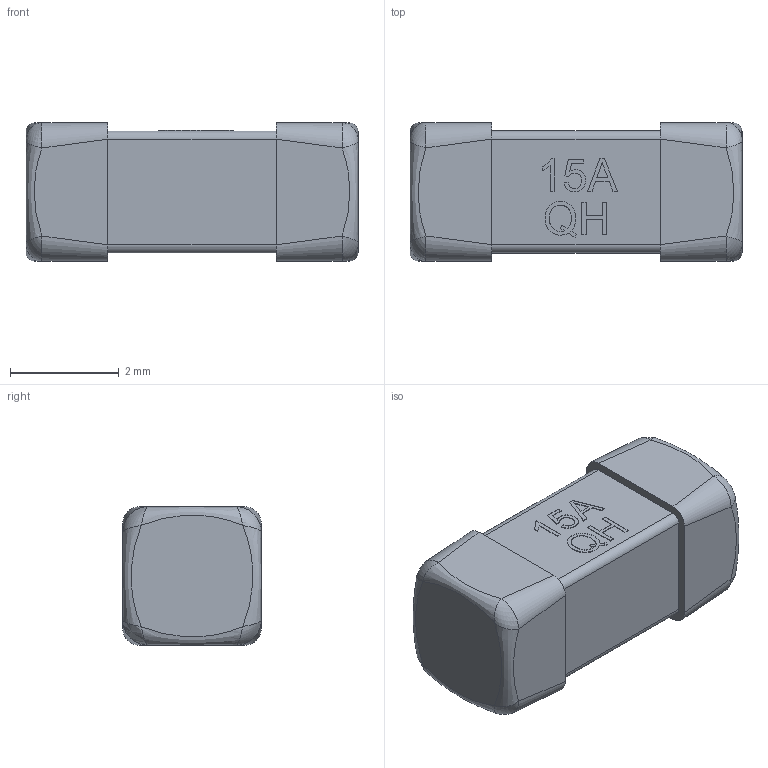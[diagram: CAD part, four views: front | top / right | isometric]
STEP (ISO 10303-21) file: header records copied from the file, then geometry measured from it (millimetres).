
FILE_DESCRIPTION(/* description */ (''),/* implementation_level */ '2;1');
FILE_NAME(/* name */ '0679H9~1',/* time_stamp */ '2017-05-26T17:35:06+02:00',/* author */ (''),/* organization */ (''),/* preprocessor_version */ 'ST-DEVELOPER v14',/* originating_system */ '',/* authorisation */ '');
FILE_SCHEMA (('AUTOMOTIVE_DESIGN'));
Length unit declared in the file: millimetre
Products named in the file (1): Document
Bounding box: 6.1 x 2.54 x 2.54 mm (x, y, z)
Volume: 34.2 mm3; surface area: 89.9 mm2
Topology: 8 solids, 8 shells, 105 faces, 251 edges, 154 vertices
Faces by surface type: bspline 57, plane 48
Entity records: 5075 total; most frequent: CARTESIAN_POINT 3378, ORIENTED_EDGE 486, EDGE_CURVE 243, B_SPLINE_CURVE_WITH_KNOTS 199, VERTEX_POINT 154, EDGE_LOOP 109, ADVANCED_FACE 105, FACE_OUTER_BOUND 105
